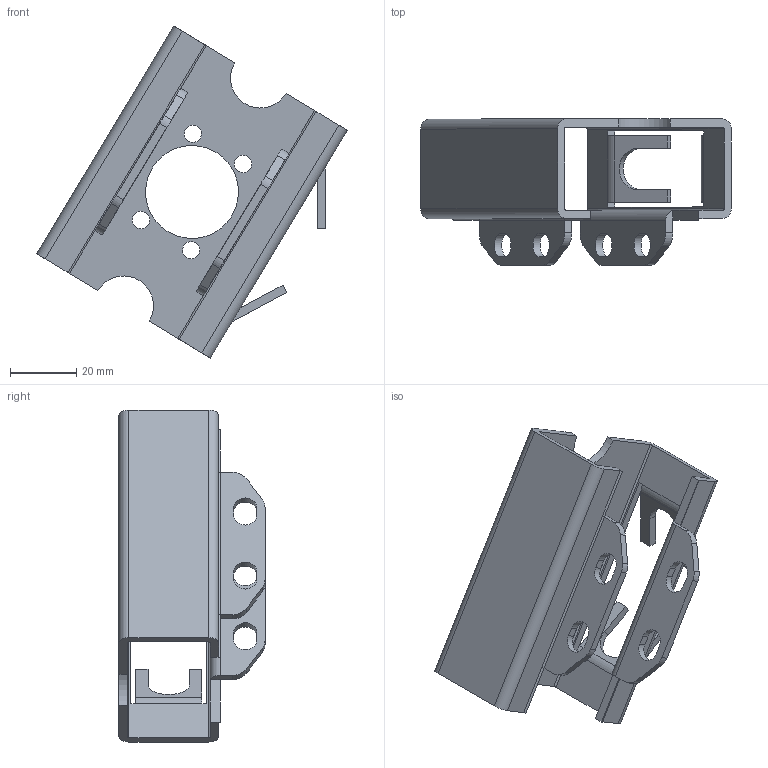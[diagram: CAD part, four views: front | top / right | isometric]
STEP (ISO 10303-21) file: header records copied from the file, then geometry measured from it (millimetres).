
FILE_DESCRIPTION((''),'2;1');
FILE_NAME('58142015X100.stp','2010-10-26T09:19:00',('thilbrands'),(''),'Autodesk Inventor 2008','Autodesk Inventor 2008','');
FILE_SCHEMA(('AUTOMOTIVE_DESIGN { 1 0 10303 214 1 1 1 1 }'));
Length unit declared in the file: millimetre
Products named in the file (1): 58142015X100_neu
Bounding box: 93.49 x 44 x 99.99 mm (x, y, z)
Volume: 24655.2 mm3; surface area: 22360.4 mm2
Topology: 1 solids, 1 shells, 103 faces, 299 edges, 198 vertices
Faces by surface type: plane 62, cylinder 41
Full cylindrical faces by diameter (mm): 5.2 x4, 28 x1
Entity records: 3448 total; most frequent: CARTESIAN_POINT 596, DIRECTION 588, ORIENTED_EDGE 588, EDGE_CURVE 294, VECTOR 208, LINE 208, VERTEX_POINT 198, AXIS2_PLACEMENT_3D 190
